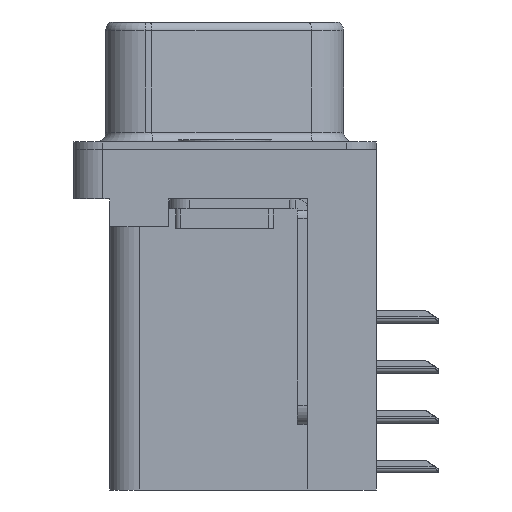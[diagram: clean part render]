
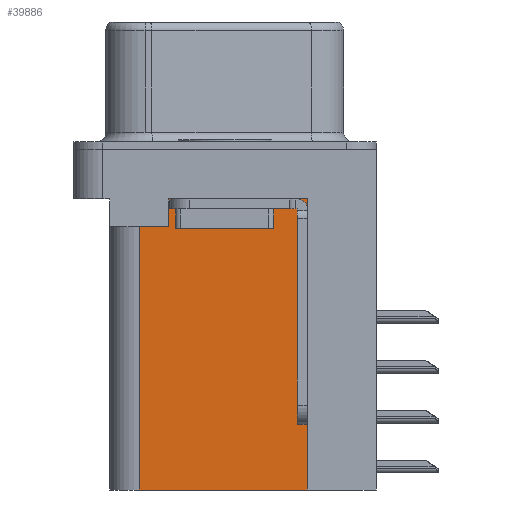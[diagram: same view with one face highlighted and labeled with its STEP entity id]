
A CAD part, left-side view. The second image highlights one B-rep face of the part: STEP entity #39886.
In plain terms, the highlighted planar face has unit normal (-1, 0, 0).
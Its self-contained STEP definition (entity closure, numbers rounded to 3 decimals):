
#1132 = EDGE_CURVE ( 'NONE', #13837, #26976, #1461, .T. ) ;
#1461 = LINE ( 'NONE', #33911, #25809 ) ;
#1551 = ORIENTED_EDGE ( 'NONE', *, *, #35915, .T. ) ;
#1552 = CARTESIAN_POINT ( 'NONE',  ( 3.75, 2.85, -3.9 ) ) ;
#1761 = CARTESIAN_POINT ( 'NONE',  ( 3.75, -4.2, -17.3 ) ) ;
#1995 = EDGE_CURVE ( 'NONE', #35443, #13837, #23114, .T. ) ;
#2170 = EDGE_CURVE ( 'NONE', #35443, #32706, #18270, .T. ) ;
#2882 = CARTESIAN_POINT ( 'NONE',  ( 3.75, 0., -3.9 ) ) ;
#4212 = LINE ( 'NONE', #15697, #11829 ) ;
#5043 = DIRECTION ( 'NONE',  ( 0., 1., 0. ) ) ;
#5127 = EDGE_CURVE ( 'NONE', #32706, #13835, #17502, .T. ) ;
#6410 = CARTESIAN_POINT ( 'NONE',  ( 3.75, 4.35, -17.3 ) ) ;
#9072 = DIRECTION ( 'NONE',  ( 0., 1., 0. ) ) ;
#9263 = EDGE_CURVE ( 'NONE', #31387, #26976, #22969, .T. ) ;
#9502 = FACE_OUTER_BOUND ( 'NONE', #12092, .T. ) ;
#11437 = PLANE ( 'NONE',  #32329 ) ;
#11441 = DIRECTION ( 'NONE',  ( 0., 0., 1. ) ) ;
#11829 = VECTOR ( 'NONE', #12579, 1000. ) ;
#12092 = EDGE_LOOP ( 'NONE', ( #36485, #1551, #15065, #35889, #22367, #38852 ) ) ;
#12579 = DIRECTION ( 'NONE',  ( 0., 0., -1. ) ) ;
#13835 = VERTEX_POINT ( 'NONE', #25336 ) ;
#13837 = VERTEX_POINT ( 'NONE', #6410 ) ;
#14697 = CARTESIAN_POINT ( 'NONE',  ( 3.75, -4.2, -2.5 ) ) ;
#15065 = ORIENTED_EDGE ( 'NONE', *, *, #9263, .T. ) ;
#15697 = CARTESIAN_POINT ( 'NONE',  ( 3.75, 2.85, -3.9 ) ) ;
#15701 = VECTOR ( 'NONE', #25124, 1000. ) ;
#16399 = CARTESIAN_POINT ( 'NONE',  ( 3.75, -4.2, -17.3 ) ) ;
#17502 = LINE ( 'NONE', #14697, #34109 ) ;
#18270 = LINE ( 'NONE', #29512, #24547 ) ;
#21119 = CARTESIAN_POINT ( 'NONE',  ( 3.75, 4.35, -3.9 ) ) ;
#22159 = VECTOR ( 'NONE', #38813, 1000. ) ;
#22367 = ORIENTED_EDGE ( 'NONE', *, *, #1995, .F. ) ;
#22969 = LINE ( 'NONE', #2882, #15701 ) ;
#23114 = LINE ( 'NONE', #38943, #22159 ) ;
#24063 = DIRECTION ( 'NONE',  ( 1., 0., 0. ) ) ;
#24547 = VECTOR ( 'NONE', #11441, 1000. ) ;
#25124 = DIRECTION ( 'NONE',  ( 0., 1., 0. ) ) ;
#25336 = CARTESIAN_POINT ( 'NONE',  ( 3.75, 2.85, -2.5 ) ) ;
#25809 = VECTOR ( 'NONE', #37555, 1000. ) ;
#26976 = VERTEX_POINT ( 'NONE', #21119 ) ;
#29512 = CARTESIAN_POINT ( 'NONE',  ( 3.75, -4.2, -17.3 ) ) ;
#31284 = CARTESIAN_POINT ( 'NONE',  ( 3.75, -4.2, -2.5 ) ) ;
#31387 = VERTEX_POINT ( 'NONE', #1552 ) ;
#32329 = AXIS2_PLACEMENT_3D ( 'NONE', #1761, #24063, #5043 ) ;
#32706 = VERTEX_POINT ( 'NONE', #31284 ) ;
#33911 = CARTESIAN_POINT ( 'NONE',  ( 3.75, 4.35, -17.3 ) ) ;
#34109 = VECTOR ( 'NONE', #9072, 1000. ) ;
#35443 = VERTEX_POINT ( 'NONE', #16399 ) ;
#35889 = ORIENTED_EDGE ( 'NONE', *, *, #1132, .F. ) ;
#35915 = EDGE_CURVE ( 'NONE', #13835, #31387, #4212, .T. ) ;
#36485 = ORIENTED_EDGE ( 'NONE', *, *, #5127, .T. ) ;
#37555 = DIRECTION ( 'NONE',  ( 0., 0., 1. ) ) ;
#38813 = DIRECTION ( 'NONE',  ( 0., 1., 0. ) ) ;
#38852 = ORIENTED_EDGE ( 'NONE', *, *, #2170, .T. ) ;
#38943 = CARTESIAN_POINT ( 'NONE',  ( 3.75, -4.2, -17.3 ) ) ;
#39886 = ADVANCED_FACE ( 'NONE', ( #9502 ), #11437, .F. ) ;
